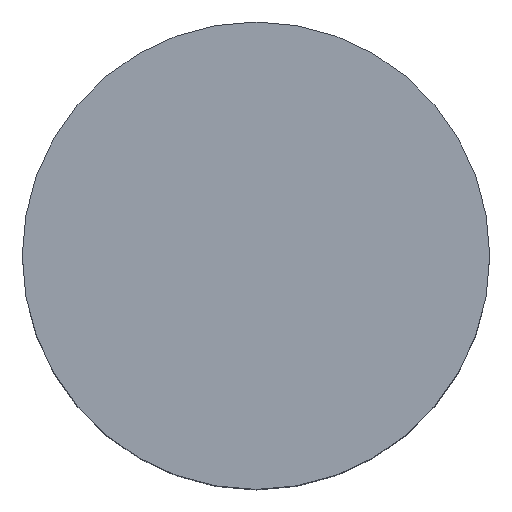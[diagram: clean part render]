
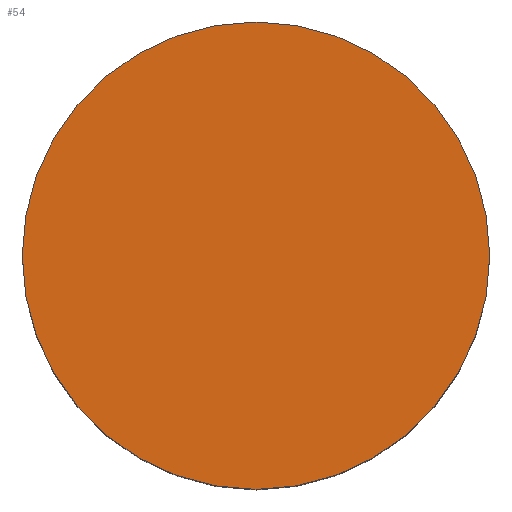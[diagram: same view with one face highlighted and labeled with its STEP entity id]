
A CAD part, top view. The second image highlights one B-rep face of the part: STEP entity #54.
In plain terms, the highlighted planar face has unit normal (0, 0, 1).
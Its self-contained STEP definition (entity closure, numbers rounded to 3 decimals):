
#16=PLANE('',#76);
#23=FACE_OUTER_BOUND('',#27,.T.);
#27=EDGE_LOOP('',(#49));
#31=CIRCLE('',#74,6.);
#34=VERTEX_POINT('',#104);
#39=EDGE_CURVE('',#34,#34,#31,.T.);
#49=ORIENTED_EDGE('',*,*,#39,.F.);
#54=ADVANCED_FACE('',(#23),#16,.F.);
#74=AXIS2_PLACEMENT_3D('',#106,#90,#91);
#76=AXIS2_PLACEMENT_3D('',#108,#94,#95);
#90=DIRECTION('center_axis',(0.,0.,-1.));
#91=DIRECTION('ref_axis',(-1.,0.,0.));
#94=DIRECTION('center_axis',(0.,0.,-1.));
#95=DIRECTION('ref_axis',(-1.,0.,0.));
#104=CARTESIAN_POINT('',(43.927,-32.013,2.));
#106=CARTESIAN_POINT('Origin',(37.927,-32.013,2.));
#108=CARTESIAN_POINT('Origin',(37.927,-32.013,2.));
